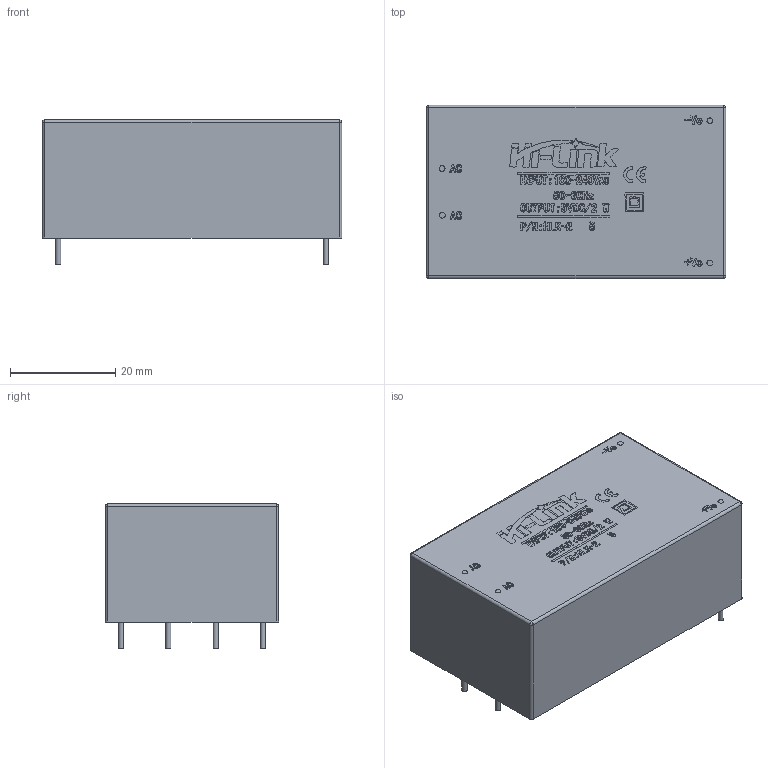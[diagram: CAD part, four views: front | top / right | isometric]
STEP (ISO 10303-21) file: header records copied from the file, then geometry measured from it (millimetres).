
FILE_DESCRIPTION(/* description */ (''),/* implementation_level */ '2;1');
FILE_NAME(/* name */ 'HLK-20M05 v13.step',/* time_stamp */ '2021-04-23T15:53:37+03:00',/* author */ (''),/* organization */ (''),/* preprocessor_version */ 'ST-DEVELOPER v18.1',/* originating_system */ 'Autodesk Translation Framework v10.6.0.1341',/* authorisation */ '');
FILE_SCHEMA (('AUTOMOTIVE_DESIGN { 1 0 10303 214 3 1 1 }'));
Length unit declared in the file: millimetre
Products named in the file (1): HLK-20M05
Bounding box: 57 x 33 x 27.52 mm (x, y, z)
Volume: 42323.8 mm3; surface area: 7965.4 mm2
Topology: 5 solids, 95 shells, 120 faces, 837 edges, 817 vertices
Faces by surface type: plane 104, cylinder 12, sphere 4
Full cylindrical faces by diameter (mm): 1 x4
Entity records: 8858 total; most frequent: CARTESIAN_POINT 4052, ORIENTED_EDGE 885, EDGE_CURVE 837, VERTEX_POINT 817, B_SPLINE_CURVE_WITH_KNOTS 755, DIRECTION 369, AXIS2_PLACEMENT_3D 166, EDGE_LOOP 139
